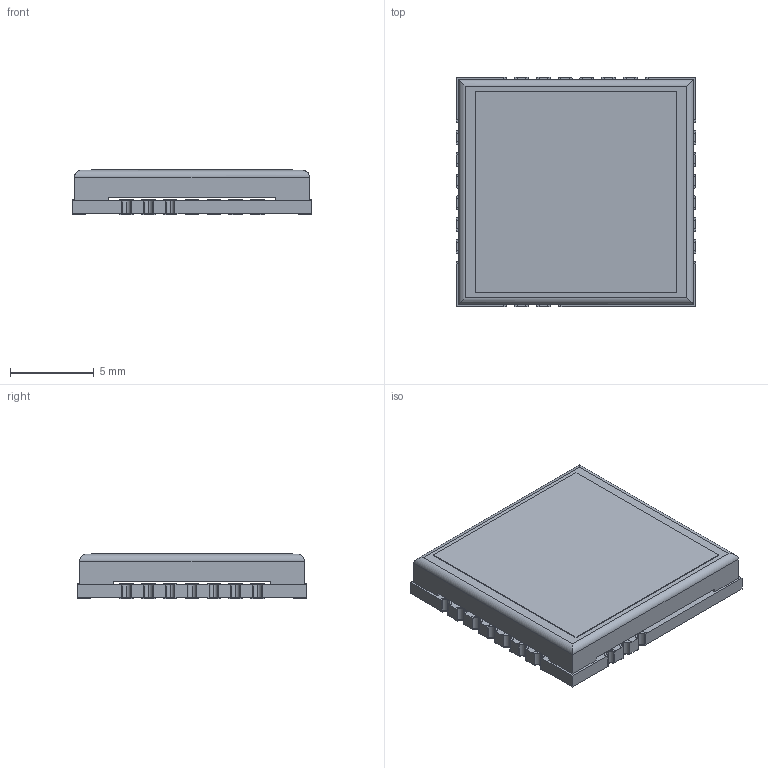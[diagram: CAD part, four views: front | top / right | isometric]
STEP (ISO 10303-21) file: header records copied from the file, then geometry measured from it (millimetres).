
FILE_DESCRIPTION (( 'STEP AP214' ), '1' );
FILE_NAME ('geos3M.STEP', '2012-03-30T05:48:41', ( 'Àëåêñàíäð Àãàôîíîâ' ), ( '' ), 'SwSTEP 2.0', 'SolidWorks 2011', '' );
FILE_SCHEMA (( 'AUTOMOTIVE_DESIGN' ));
Length unit declared in the file: millimetre
Products named in the file (5): 疣韄geos-3M; base_sticker_geos-3M_Default; ìåò îòâ_3M; 瀇僗趌geos-3M; geos3M
Assembly tree (27 placements, depth 2):
  geos3M
    ìåò îòâ_3M  x24
    base_sticker_geos-3M_Default
    瀇僗趌geos-3M
    疣韄geos-3M
Bounding box: 14.3 x 13.7 x 2.69 mm (x, y, z)
Volume: 214 mm3; surface area: 1331.9 mm2
Topology: 27 solids, 27 shells, 457 faces, 1205 edges, 802 vertices
Faces by surface type: plane 278, cylinder 179
Entity records: 3936 total; most frequent: CARTESIAN_POINT 666, DIRECTION 662, ORIENTED_EDGE 616, EDGE_CURVE 308, LINE 230, VECTOR 230, AXIS2_PLACEMENT_3D 216, VERTEX_POINT 204
